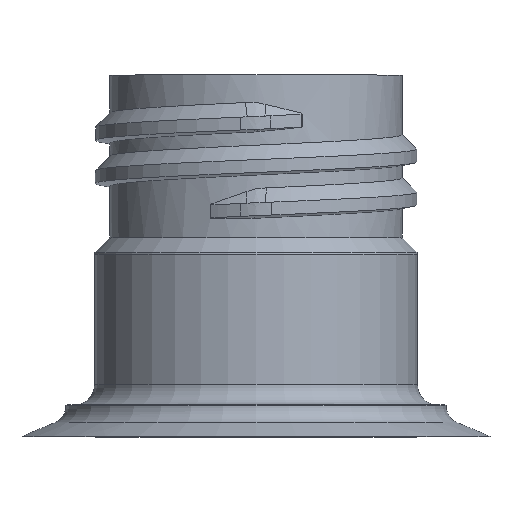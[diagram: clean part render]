
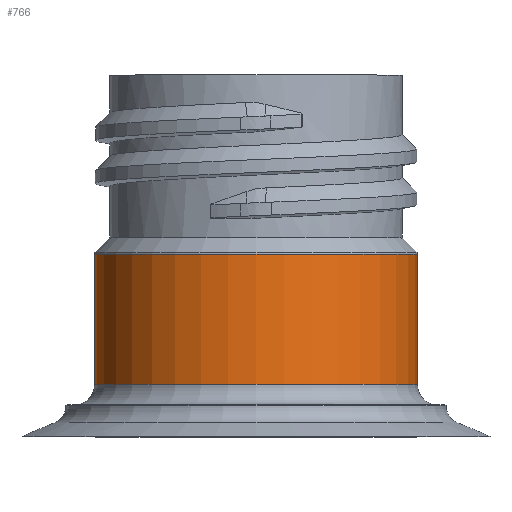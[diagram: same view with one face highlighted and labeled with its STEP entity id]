
A CAD part, top view. The second image highlights one B-rep face of the part: STEP entity #766.
In plain terms, the highlighted cylindrical face has radius 11.9 mm (diameter 23.8 mm), a partial arc.
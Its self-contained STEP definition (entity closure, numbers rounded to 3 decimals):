
#3 = DIRECTION ( 'NONE',  ( 0., -1., 0. ) ) ;
#75 = DIRECTION ( 'NONE',  ( 0., 1., 0. ) ) ;
#129 = CARTESIAN_POINT ( 'NONE',  ( 0., 228.792, 0. ) ) ;
#163 = EDGE_CURVE ( 'NONE', #672, #1700, #2056, .T. ) ;
#191 = VERTEX_POINT ( 'NONE', #1869 ) ;
#239 = CARTESIAN_POINT ( 'NONE',  ( 0., 0., 0. ) ) ;
#303 = AXIS2_PLACEMENT_3D ( 'NONE', #129, #3, #1238 ) ;
#390 = CARTESIAN_POINT ( 'NONE',  ( 11.9, 219.2, 0. ) ) ;
#630 = VECTOR ( 'NONE', #75, 1000. ) ;
#636 = ORIENTED_EDGE ( 'NONE', *, *, #1748, .T. ) ;
#672 = VERTEX_POINT ( 'NONE', #1311 ) ;
#762 = DIRECTION ( 'NONE',  ( 0., 1., 0. ) ) ;
#766 = ADVANCED_FACE ( 'NONE', ( #1982 ), #1179, .T. ) ;
#828 = EDGE_CURVE ( 'NONE', #2065, #191, #1032, .T. ) ;
#860 = AXIS2_PLACEMENT_3D ( 'NONE', #1126, #1792, #1640 ) ;
#866 = DIRECTION ( 'NONE',  ( 0., 1., 0. ) ) ;
#916 = CARTESIAN_POINT ( 'NONE',  ( -11.9, 0., 0. ) ) ;
#981 = CARTESIAN_POINT ( 'NONE',  ( -11.9, 228.792, 0. ) ) ;
#984 = EDGE_LOOP ( 'NONE', ( #636, #1357, #1058, #1602 ) ) ;
#1000 = AXIS2_PLACEMENT_3D ( 'NONE', #239, #866, #1993 ) ;
#1032 = LINE ( 'NONE', #1519, #630 ) ;
#1058 = ORIENTED_EDGE ( 'NONE', *, *, #1550, .T. ) ;
#1126 = CARTESIAN_POINT ( 'NONE',  ( 0., 219.2, 0. ) ) ;
#1179 = CYLINDRICAL_SURFACE ( 'NONE', #1000, 11.9 ) ;
#1225 = CIRCLE ( 'NONE', #860, 11.9 ) ;
#1238 = DIRECTION ( 'NONE',  ( 1., 0., 0. ) ) ;
#1311 = CARTESIAN_POINT ( 'NONE',  ( -11.9, 219.2, 0. ) ) ;
#1357 = ORIENTED_EDGE ( 'NONE', *, *, #828, .T. ) ;
#1455 = CIRCLE ( 'NONE', #303, 11.9 ) ;
#1519 = CARTESIAN_POINT ( 'NONE',  ( 11.9, 0., 0. ) ) ;
#1550 = EDGE_CURVE ( 'NONE', #191, #1700, #1455, .T. ) ;
#1561 = VECTOR ( 'NONE', #762, 1000. ) ;
#1602 = ORIENTED_EDGE ( 'NONE', *, *, #163, .F. ) ;
#1640 = DIRECTION ( 'NONE',  ( -1., 0., 0. ) ) ;
#1700 = VERTEX_POINT ( 'NONE', #981 ) ;
#1748 = EDGE_CURVE ( 'NONE', #672, #2065, #1225, .T. ) ;
#1792 = DIRECTION ( 'NONE',  ( 0., 1., 0. ) ) ;
#1869 = CARTESIAN_POINT ( 'NONE',  ( 11.9, 228.792, 0. ) ) ;
#1982 = FACE_OUTER_BOUND ( 'NONE', #984, .T. ) ;
#1993 = DIRECTION ( 'NONE',  ( -1., 0., 0. ) ) ;
#2056 = LINE ( 'NONE', #916, #1561 ) ;
#2065 = VERTEX_POINT ( 'NONE', #390 ) ;
